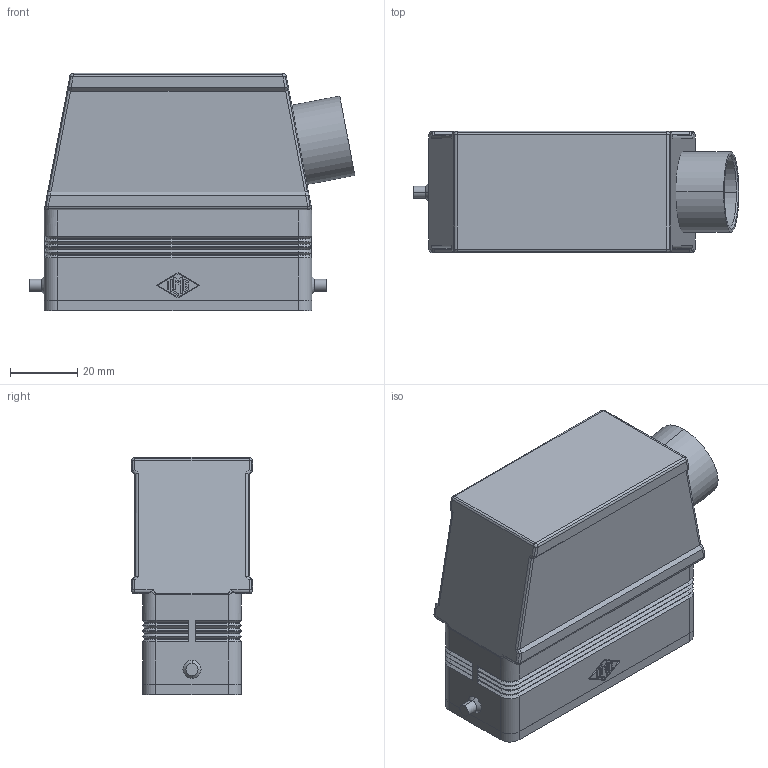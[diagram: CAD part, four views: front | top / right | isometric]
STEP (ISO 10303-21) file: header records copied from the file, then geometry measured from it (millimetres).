
FILE_DESCRIPTION((''),'2;1');
FILE_NAME('CZAO 25 L16.stp','2006-12-12T09:24:50',('gembarski'),(''),'Autodesk Inventor 7','Autodesk Inventor 7','');
FILE_SCHEMA(('AUTOMOTIVE_DESIGN { 1 0 10303 214 1 1 1 1 }'));
Length unit declared in the file: millimetre
Products named in the file (1): CZ_MZ Tüllengehäuse 1 Bügel 
Bounding box: 96.81 x 36 x 70.5 mm (x, y, z)
Volume: 66072.6 mm3; surface area: 36356.1 mm2
Topology: 1 solids, 1 shells, 411 faces, 1007 edges, 602 vertices
Faces by surface type: plane 169, cylinder 146, cone 44, bspline 40, sphere 8, torus 4
Entity records: 12684 total; most frequent: CARTESIAN_POINT 3007, DIRECTION 2053, ORIENTED_EDGE 1982, EDGE_CURVE 991, AXIS2_PLACEMENT_3D 702, VECTOR 649, LINE 649, VERTEX_POINT 602
